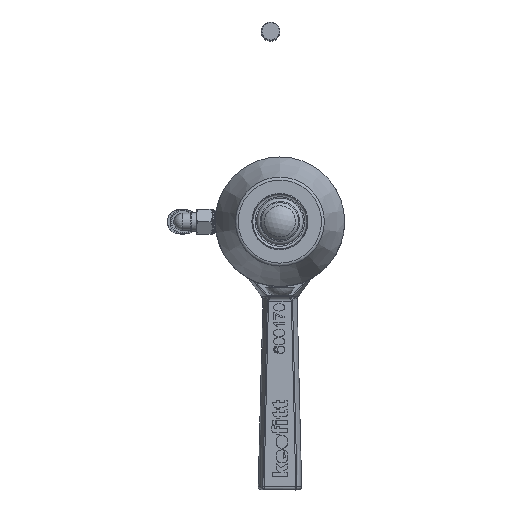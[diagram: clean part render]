
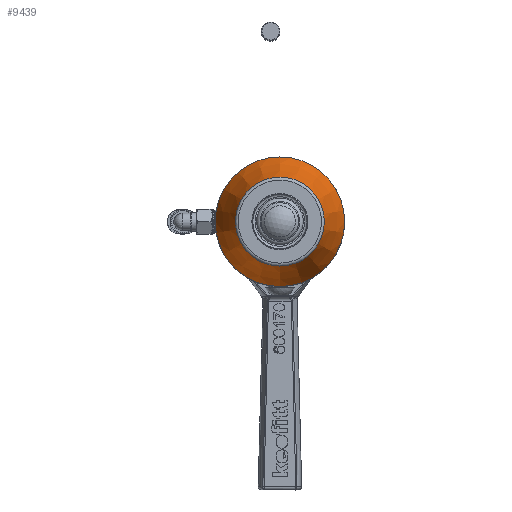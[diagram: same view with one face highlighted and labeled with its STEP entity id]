
A CAD part, top view. The second image highlights one B-rep face of the part: STEP entity #9439.
In plain terms, the highlighted conical face has half-angle 20.608 degrees and reference radius 17.416 mm.
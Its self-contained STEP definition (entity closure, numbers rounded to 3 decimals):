
#58=CONICAL_SURFACE('',#9962,17.416,0.36);
#800=FACE_OUTER_BOUND('',#1357,.T.);
#1357=EDGE_LOOP('',(#7690,#7691,#7692,#7693,#7694,#7695));
#2422=LINE('',#17349,#3100);
#3100=VECTOR('',#11547,17.416);
#3329=CIRCLE('',#9952,14.275);
#3330=CIRCLE('',#9953,14.275);
#3337=CIRCLE('',#9963,20.787);
#3338=CIRCLE('',#9964,20.787);
#4133=VERTEX_POINT('',#17329);
#4134=VERTEX_POINT('',#17330);
#4139=VERTEX_POINT('',#17346);
#4140=VERTEX_POINT('',#17347);
#5341=EDGE_CURVE('',#4133,#4134,#3329,.T.);
#5342=EDGE_CURVE('',#4134,#4133,#3330,.T.);
#5349=EDGE_CURVE('',#4139,#4140,#3337,.T.);
#5350=EDGE_CURVE('',#4139,#4134,#2422,.T.);
#5351=EDGE_CURVE('',#4140,#4139,#3338,.T.);
#7690=ORIENTED_EDGE('',*,*,#5349,.F.);
#7691=ORIENTED_EDGE('',*,*,#5350,.T.);
#7692=ORIENTED_EDGE('',*,*,#5341,.F.);
#7693=ORIENTED_EDGE('',*,*,#5342,.F.);
#7694=ORIENTED_EDGE('',*,*,#5350,.F.);
#7695=ORIENTED_EDGE('',*,*,#5351,.F.);
#9439=ADVANCED_FACE('',(#800),#58,.T.);
#9952=AXIS2_PLACEMENT_3D('',#17331,#11523,#11524);
#9953=AXIS2_PLACEMENT_3D('',#17332,#11525,#11526);
#9962=AXIS2_PLACEMENT_3D('',#17345,#11543,#11544);
#9963=AXIS2_PLACEMENT_3D('',#17348,#11545,#11546);
#9964=AXIS2_PLACEMENT_3D('',#17350,#11548,#11549);
#11523=DIRECTION('center_axis',(0.,0.,
1.));
#11524=DIRECTION('ref_axis',(0.,-1.,0.));
#11525=DIRECTION('center_axis',(0.,0.,
1.));
#11526=DIRECTION('ref_axis',(0.,-1.,0.));
#11543=DIRECTION('center_axis',(0.,0.,
-1.));
#11544=DIRECTION('ref_axis',(0.,1.,0.));
#11545=DIRECTION('center_axis',(0.,0.,
-1.));
#11546=DIRECTION('ref_axis',(0.,-1.,0.));
#11547=DIRECTION('',(0.,0.352,0.936));
#11548=DIRECTION('center_axis',(0.,0.,
-1.));
#11549=DIRECTION('ref_axis',(0.,-1.,0.));
#17329=CARTESIAN_POINT('',(10.284,-19.079,-46.495));
#17330=CARTESIAN_POINT('',(-3.991,-33.355,-46.495));
#17331=CARTESIAN_POINT('Origin',(-3.991,-19.079,-46.495));
#17332=CARTESIAN_POINT('Origin',(-3.991,-19.079,-46.495));
#17345=CARTESIAN_POINT('Origin',(-3.991,-19.079,-54.847));
#17346=CARTESIAN_POINT('',(-3.991,-39.867,-63.813));
#17347=CARTESIAN_POINT('',(16.796,-19.079,-63.813));
#17348=CARTESIAN_POINT('Origin',(-3.991,-19.079,-63.813));
#17349=CARTESIAN_POINT('',(-3.991,-36.495,-54.847));
#17350=CARTESIAN_POINT('Origin',(-3.991,-19.079,-63.813));
